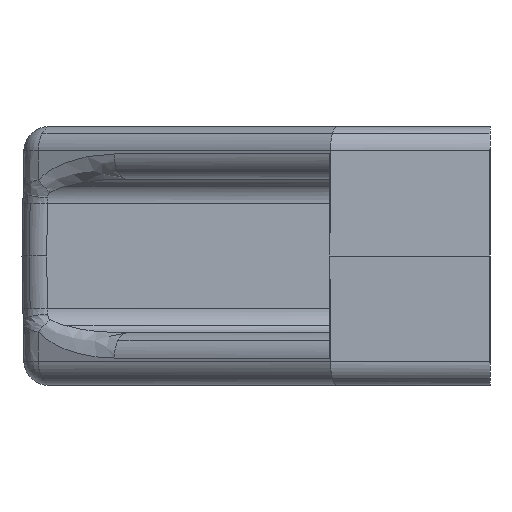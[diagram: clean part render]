
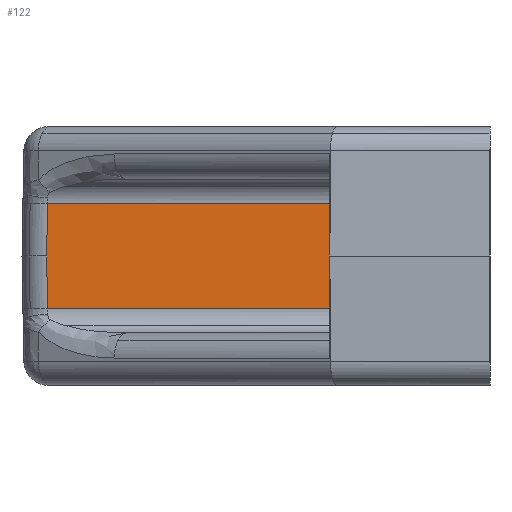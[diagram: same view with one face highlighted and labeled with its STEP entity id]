
A CAD part, left-side view. The second image highlights one B-rep face of the part: STEP entity #122.
In plain terms, the highlighted planar face has unit normal (-1, 0, 0).
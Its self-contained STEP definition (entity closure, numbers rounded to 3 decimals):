
#122=ADVANCED_FACE('',(#325),#326,.F.);
#325=FACE_OUTER_BOUND('',#1263,.T.);
#326=PLANE('',#1264);
#1263=EDGE_LOOP('',(#1907,#1908,#1909,#1910,#1911));
#1264=AXIS2_PLACEMENT_3D('',#1912,#1913,#1914);
#1907=ORIENTED_EDGE('',*,*,#2414,.F.);
#1908=ORIENTED_EDGE('',*,*,#2355,.F.);
#1909=ORIENTED_EDGE('',*,*,#2513,.F.);
#1910=ORIENTED_EDGE('',*,*,#2510,.F.);
#1911=ORIENTED_EDGE('',*,*,#2406,.F.);
#1912=CARTESIAN_POINT('',(6.25,13.0,-6.25));
#1913=DIRECTION('',(1.0,0.0,0.0));
#1914=DIRECTION('',(0.0,0.0,-1.0));
#2355=EDGE_CURVE('',#2716,#2718,#2719,.T.);
#2406=EDGE_CURVE('',#2815,#2817,#2818,.T.);
#2414=EDGE_CURVE('',#2718,#2815,#2830,.T.);
#2510=EDGE_CURVE('',#2817,#2970,#2971,.T.);
#2513=EDGE_CURVE('',#2970,#2716,#2974,.T.);
#2716=VERTEX_POINT('',#3235);
#2718=VERTEX_POINT('',#3237);
#2719=LINE('',#3238,#3239);
#2815=VERTEX_POINT('',#3376);
#2817=VERTEX_POINT('',#3378);
#2818=LINE('',#3379,#3380);
#2830=LINE('',#3395,#3396);
#2970=VERTEX_POINT('',#3627);
#2971=LINE('',#3628,#3629);
#2974=LINE('',#3633,#3634);
#3235=CARTESIAN_POINT('',(6.25,13.0,-4.25));
#3237=CARTESIAN_POINT('',(6.25,35.926,-4.25));
#3238=CARTESIAN_POINT('',(6.25,13.0,-4.25));
#3239=VECTOR('',#3903,10.0);
#3376=CARTESIAN_POINT('',(6.25,36.,0.));
#3378=CARTESIAN_POINT('',(6.25,35.926,4.25));
#3379=CARTESIAN_POINT('',(6.25,36.051,-2.941));
#3380=VECTOR('',#4002,10.0);
#3395=CARTESIAN_POINT('',(6.25,35.942,-3.307));
#3396=VECTOR('',#4018,10.0);
#3627=CARTESIAN_POINT('',(6.25,13.0,4.25));
#3628=CARTESIAN_POINT('',(6.25,13.0,4.25));
#3629=VECTOR('',#4212,10.0);
#3633=CARTESIAN_POINT('',(6.25,13.0,6.25));
#3634=VECTOR('',#4217,10.0);
#3903=DIRECTION('',(0.0,1.0,0.0));
#4002=DIRECTION('',(0.0,-0.017,1.));
#4018=DIRECTION('',(0.0,0.017,1.));
#4212=DIRECTION('',(-0.0,-1.0,-0.0));
#4217=DIRECTION('',(-0.0,-0.0,-1.0));
